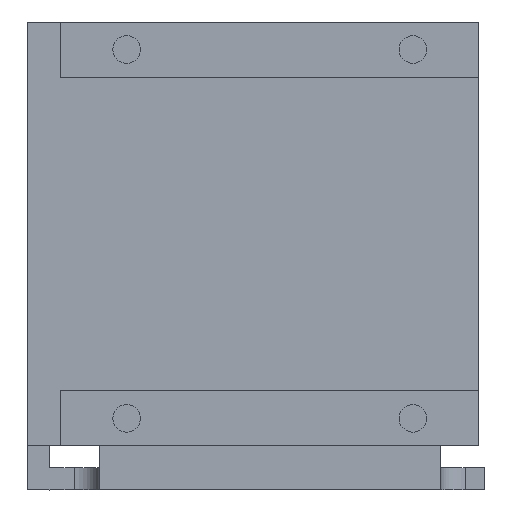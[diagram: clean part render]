
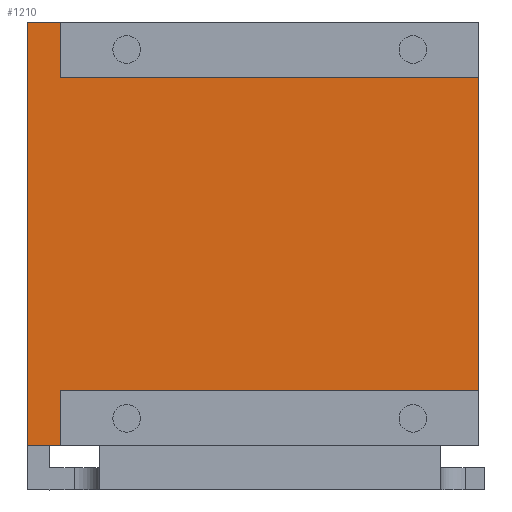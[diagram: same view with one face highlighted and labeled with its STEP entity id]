
A CAD part, front view. The second image highlights one B-rep face of the part: STEP entity #1210.
In plain terms, the highlighted planar face has unit normal (0, -1, 0).
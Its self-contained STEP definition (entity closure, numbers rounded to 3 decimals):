
#128=FACE_OUTER_BOUND('',#190,.T.);
#190=EDGE_LOOP('',(#909,#910,#911,#912,#913,#914,#915,#916));
#265=LINE('',#1788,#408);
#275=LINE('',#1809,#418);
#277=LINE('',#1814,#420);
#284=LINE('',#1828,#427);
#295=LINE('',#1850,#438);
#296=LINE('',#1851,#439);
#297=LINE('',#1853,#440);
#298=LINE('',#1854,#441);
#408=VECTOR('',#1461,10.);
#418=VECTOR('',#1473,10.);
#420=VECTOR('',#1477,10.);
#427=VECTOR('',#1488,10.);
#438=VECTOR('',#1505,10.);
#439=VECTOR('',#1506,10.);
#440=VECTOR('',#1507,10.);
#441=VECTOR('',#1508,10.);
#547=VERTEX_POINT('',#1786);
#548=VERTEX_POINT('',#1787);
#557=VERTEX_POINT('',#1806);
#558=VERTEX_POINT('',#1808);
#559=VERTEX_POINT('',#1812);
#560=VERTEX_POINT('',#1813);
#565=VERTEX_POINT('',#1827);
#574=VERTEX_POINT('',#1852);
#676=EDGE_CURVE('',#547,#548,#265,.T.);
#686=EDGE_CURVE('',#557,#558,#275,.T.);
#688=EDGE_CURVE('',#559,#560,#277,.T.);
#695=EDGE_CURVE('',#565,#548,#284,.T.);
#706=EDGE_CURVE('',#560,#565,#295,.T.);
#707=EDGE_CURVE('',#558,#547,#296,.T.);
#708=EDGE_CURVE('',#557,#574,#297,.T.);
#709=EDGE_CURVE('',#559,#574,#298,.T.);
#909=ORIENTED_EDGE('',*,*,#688,.T.);
#910=ORIENTED_EDGE('',*,*,#706,.T.);
#911=ORIENTED_EDGE('',*,*,#695,.T.);
#912=ORIENTED_EDGE('',*,*,#676,.F.);
#913=ORIENTED_EDGE('',*,*,#707,.F.);
#914=ORIENTED_EDGE('',*,*,#686,.F.);
#915=ORIENTED_EDGE('',*,*,#708,.T.);
#916=ORIENTED_EDGE('',*,*,#709,.F.);
#1168=PLANE('',#1321);
#1210=ADVANCED_FACE('',(#128),#1168,.T.);
#1321=AXIS2_PLACEMENT_3D('',#1849,#1503,#1504);
#1461=DIRECTION('',(0.,0.,-1.));
#1473=DIRECTION('',(0.,0.,1.));
#1477=DIRECTION('',(1.,0.,0.));
#1488=DIRECTION('',(-1.,0.,0.));
#1503=DIRECTION('center_axis',(0.,-1.,0.));
#1504=DIRECTION('ref_axis',(0.,0.,-1.));
#1505=DIRECTION('',(0.,0.,1.));
#1506=DIRECTION('',(1.,0.,0.));
#1507=DIRECTION('',(1.,0.,0.));
#1508=DIRECTION('',(0.,0.,-1.));
#1786=CARTESIAN_POINT('',(-49.545,14.2,118.531));
#1787=CARTESIAN_POINT('',(-49.545,14.2,113.531));
#1788=CARTESIAN_POINT('',(-49.545,14.2,118.031));
#1806=CARTESIAN_POINT('',(-52.545,14.2,80.031));
#1808=CARTESIAN_POINT('',(-52.545,14.2,118.531));
#1809=CARTESIAN_POINT('',(-52.545,14.2,118.031));
#1812=CARTESIAN_POINT('',(-49.545,14.2,85.031));
#1813=CARTESIAN_POINT('',(-11.545,14.2,85.031));
#1814=CARTESIAN_POINT('',(-21.045,14.2,85.031));
#1827=CARTESIAN_POINT('',(-11.545,14.2,113.531));
#1828=CARTESIAN_POINT('',(-40.045,14.2,113.531));
#1849=CARTESIAN_POINT('Origin',(-30.545,14.2,98.281));
#1850=CARTESIAN_POINT('',(-11.545,14.2,108.406));
#1851=CARTESIAN_POINT('',(-52.545,14.2,118.531));
#1852=CARTESIAN_POINT('',(-49.545,14.2,80.031));
#1853=CARTESIAN_POINT('',(-50.545,14.2,80.031));
#1854=CARTESIAN_POINT('',(-49.545,14.2,118.031));
